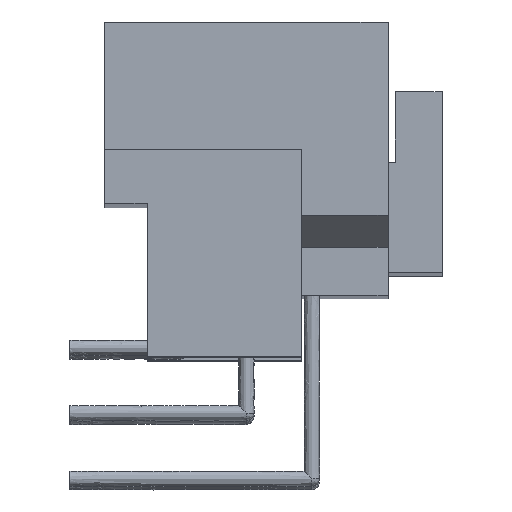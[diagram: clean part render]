
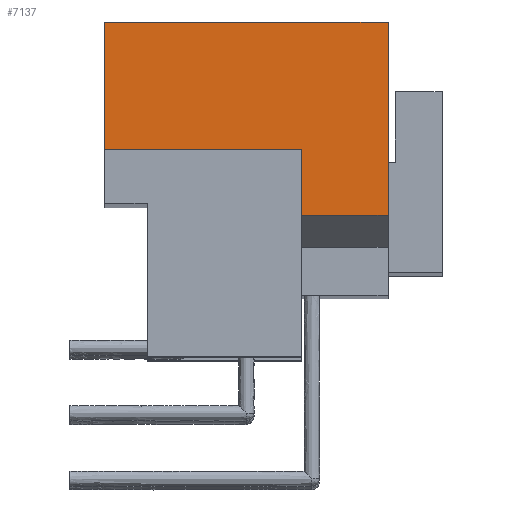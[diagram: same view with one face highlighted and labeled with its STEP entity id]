
A CAD part, top view. The second image highlights one B-rep face of the part: STEP entity #7137.
In plain terms, the highlighted free-form (B-spline) face has degree [1, 1] with [2, 2] control points.
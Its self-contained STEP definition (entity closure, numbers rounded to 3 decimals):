
#7064=CARTESIAN_POINT('V103',(-1.65,10.6,
   87.5));
#7065=VERTEX_POINT('V103',#7064);
#7071=CARTESIAN_POINT('V104',(9.35,10.6,
   87.5));
#7072=VERTEX_POINT('V104',#7071);
#7073=CARTESIAN_POINT('E167',(-1.65,10.6,
   87.5));
#7074=CARTESIAN_POINT('E167',(9.35,10.6,
   87.5));
#7075=QUASI_UNIFORM_CURVE('E167',1,(#7073,#7074),.POLYLINE_FORM.,.F.,
   .U.);
#7076=EDGE_CURVE('E167',#7065,#7072,#7075,.T.);
#7096=CARTESIAN_POINT('F84',(-2.2,-0.53,
   87.5));
#7097=CARTESIAN_POINT('F84',(9.9,-0.53,
   87.5));
#7098=CARTESIAN_POINT('F84',(-2.2,11.13,
   87.5));
#7099=CARTESIAN_POINT('F84',(9.9,11.13,
   87.5));
#7100=QUASI_UNIFORM_SURFACE('F84',1,1,((#7096,#7098),(#7097,#7099))
,.PLANE_SURF.,.F.,.F.,.U.);
#7101=CARTESIAN_POINT('V108',(-1.65,5.65,
   87.5));
#7102=VERTEX_POINT('V108',#7101);
#7103=CARTESIAN_POINT('V69',(6.,5.65,
   87.5));
#7104=VERTEX_POINT('V69',#7103);
#7105=CARTESIAN_POINT('E191',(-1.65,5.65,
   87.5));
#7106=CARTESIAN_POINT('E191',(6.,5.65,
   87.5));
#7107=QUASI_UNIFORM_CURVE('E191',1,(#7105,#7106),.POLYLINE_FORM.,.F.,
   .U.);
#7108=EDGE_CURVE('E191',#7102,#7104,#7107,.T.);
#7109=ORIENTED_EDGE('E191',*,*,#7108,.T.);
#7110=CARTESIAN_POINT('V58',(6.,3.098,
   87.5));
#7111=VERTEX_POINT('V58',#7110);
#7112=CARTESIAN_POINT('E110',(6.,5.65,
   87.5));
#7113=CARTESIAN_POINT('E110',(6.,3.098,
   87.5));
#7114=QUASI_UNIFORM_CURVE('E110',1,(#7112,#7113),.POLYLINE_FORM.,.F.,
   .U.);
#7115=EDGE_CURVE('E110',#7104,#7111,#7114,.T.);
#7116=ORIENTED_EDGE('E110',*,*,#7115,.T.);
#7117=CARTESIAN_POINT('V59',(9.35,3.098,
   87.5));
#7118=VERTEX_POINT('V59',#7117);
#7119=CARTESIAN_POINT('E94',(6.,3.098,
   87.5));
#7120=CARTESIAN_POINT('E94',(9.35,3.098,
   87.5));
#7121=B_SPLINE_CURVE_WITH_KNOTS('E94',1,(#7119,#7120),
   .POLYLINE_FORM.,.F.,.U.,(2,2),(1.937,
   3.018),.UNSPECIFIED.);
#7122=EDGE_CURVE('E94',#7111,#7118,#7121,.T.);
#7123=ORIENTED_EDGE('E94',*,*,#7122,.T.);
#7124=CARTESIAN_POINT('E194',(9.35,10.6,
   87.5));
#7125=CARTESIAN_POINT('E194',(9.35,3.098,
   87.5));
#7126=B_SPLINE_CURVE_WITH_KNOTS('E194',1,(#7124,#7125),
   .POLYLINE_FORM.,.F.,.U.,(2,2),(0.0,0.708),
   .UNSPECIFIED.);
#7127=EDGE_CURVE('E194',#7072,#7118,#7126,.T.);
#7128=ORIENTED_EDGE('E194',*,*,#7127,.F.);
#7129=ORIENTED_EDGE('E167',*,*,#7076,.F.);
#7130=CARTESIAN_POINT('E180',(-1.65,5.65,
   87.5));
#7131=CARTESIAN_POINT('E180',(-1.65,10.6,
   87.5));
#7132=B_SPLINE_CURVE_WITH_KNOTS('E180',1,(#7130,#7131),
   .POLYLINE_FORM.,.F.,.U.,(2,2),(0.298,1.0),
   .UNSPECIFIED.);
#7133=EDGE_CURVE('E180',#7102,#7065,#7132,.T.);
#7134=ORIENTED_EDGE('E180',*,*,#7133,.F.);
#7135=EDGE_LOOP('F84',(#7109,#7116,#7123,#7128,#7129,#7134));
#7136=FACE_OUTER_BOUND('F84',#7135,.T.);
#7137=ADVANCED_FACE('F84',(#7136),#7100,.T.);
